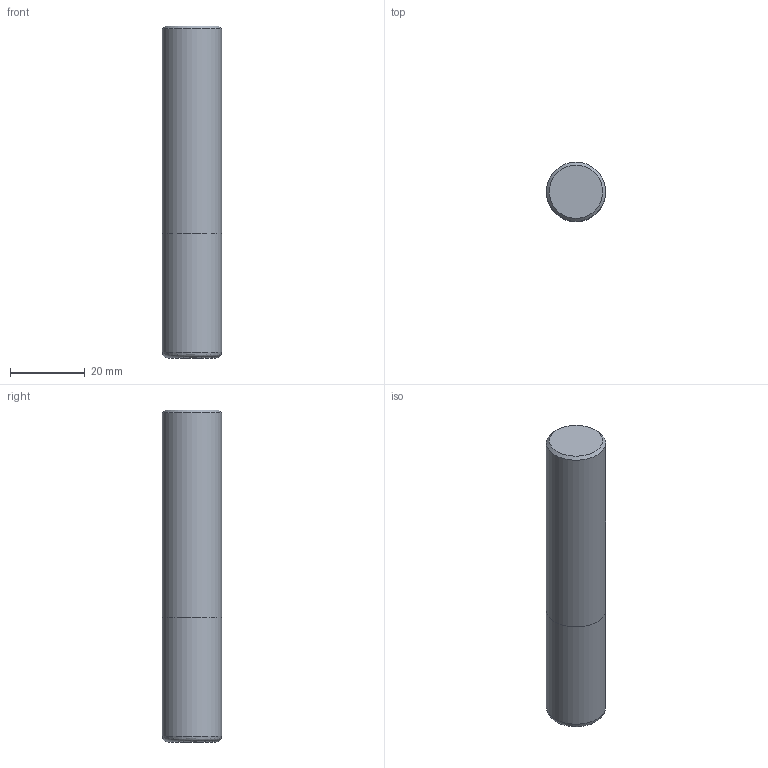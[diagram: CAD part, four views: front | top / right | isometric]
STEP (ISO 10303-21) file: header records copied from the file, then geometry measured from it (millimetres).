
FILE_DESCRIPTION(('STEP'), '1');
FILE_NAME('MOD000000000000000020082337000000.stp', '2019-01-02T12:06:24', (''), (''), 'Express v3.0.0.0', 'Express Tool', 'Unknown');
FILE_SCHEMA(('AUTOMOTIVE_DESIGN'));
Length unit declared in the file: millimetre
Products named in the file (1): NONE
Bounding box: 15.88 x 15.88 x 88.9 mm (x, y, z)
Volume: 17550.9 mm3; surface area: 5166.9 mm2
Topology: 2 solids, 2 shells, 8 faces, 16 edges, 13 vertices
Faces by surface type: bspline 8
Entity records: 352 total; most frequent: CARTESIAN_POINT 135, DIRECTION 30, ORIENTED_EDGE 20, AXIS2_PLACEMENT_3D 11, EDGE_CURVE 10, PRESENTATION_STYLE_ASSIGNMENT 9, COLOUR_RGB 9, ADVANCED_FACE 8
